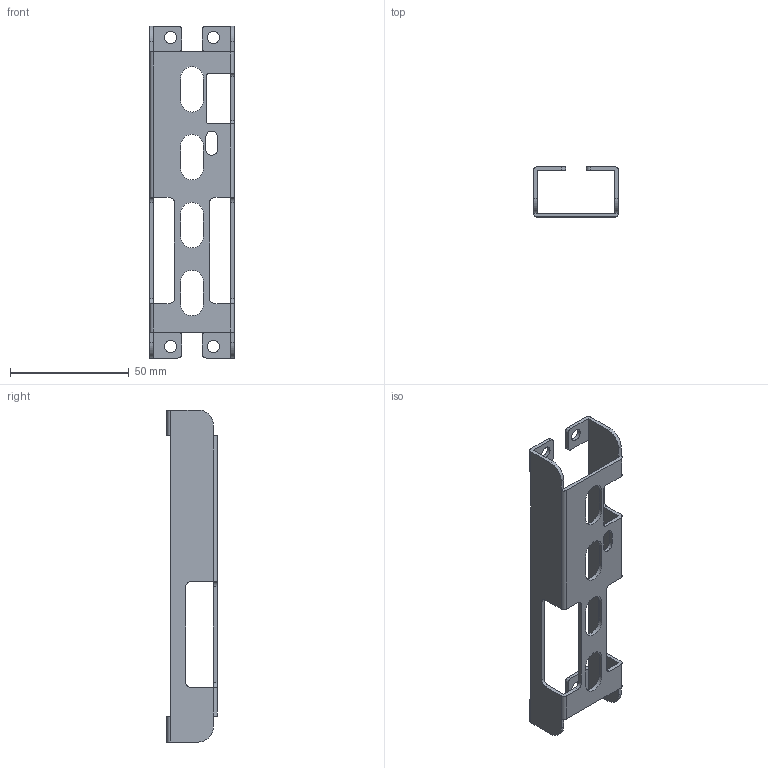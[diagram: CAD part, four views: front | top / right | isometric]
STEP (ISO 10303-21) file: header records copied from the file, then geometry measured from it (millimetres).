
FILE_DESCRIPTION((''),'2;1');
FILE_NAME('170021_ASM','2013-01-11T',('banengservice'),('BANNER ENGINEERING'),'PRO/ENGINEER BY PARAMETRIC TECHNOLOGY CORPORATION, 2009141','PRO/ENGINEER BY PARAMETRIC TECHNOLOGY CORPORATION, 2009141','');
FILE_SCHEMA(('CONFIG_CONTROL_DESIGN'));
Length unit declared in the file: inch
Products named in the file (2): 165185; 170021_ASM
Assembly tree (1 placements, depth 2):
  170021_ASM
    165185
Bounding box: 35.66 x 21.18 x 139.7 mm (x, y, z)
Volume: 10278.4 mm3; surface area: 14914.9 mm2
Topology: 1 solids, 1 shells, 107 faces, 321 edges, 210 vertices
Faces by surface type: plane 56, cylinder 51
Entity records: 3738 total; most frequent: DIRECTION 643, ORIENTED_EDGE 642, CARTESIAN_POINT 641, EDGE_CURVE 321, VECTOR 219, LINE 219, AXIS2_PLACEMENT_3D 212, VERTEX_POINT 210
